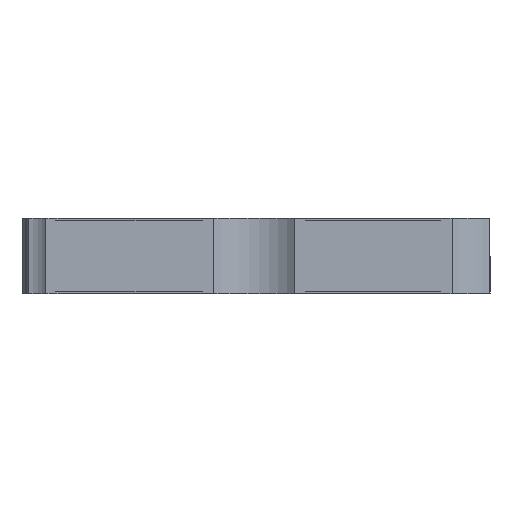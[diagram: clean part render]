
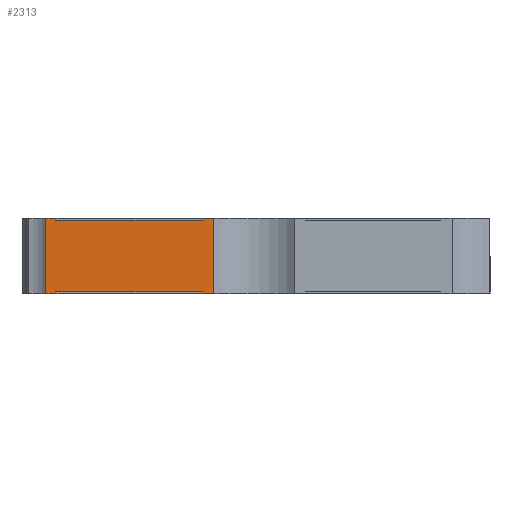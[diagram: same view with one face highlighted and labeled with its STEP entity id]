
A CAD part, left-side view. The second image highlights one B-rep face of the part: STEP entity #2313.
In plain terms, the highlighted planar face has unit normal (-1, 0, 0).
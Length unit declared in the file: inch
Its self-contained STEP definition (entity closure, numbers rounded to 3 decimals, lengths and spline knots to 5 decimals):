
#20 = CARTESIAN_POINT ( 'NONE',  ( -0.32506, 0.04345, 0.077 ) ) ;
#85 = AXIS2_PLACEMENT_3D ( 'NONE', #13980, #26415, #19919 ) ;
#246 = CARTESIAN_POINT ( 'NONE',  ( -0.32506, 0.21555, 0. ) ) ;
#978 = DIRECTION ( 'NONE',  ( 0., 0., 1. ) ) ;
#1406 = ORIENTED_EDGE ( 'NONE', *, *, #24284, .T. ) ;
#1506 = DIRECTION ( 'NONE',  ( 0., -1., 0. ) ) ;
#1609 = DIRECTION ( 'NONE',  ( 0., 1., 0. ) ) ;
#1696 = ORIENTED_EDGE ( 'NONE', *, *, #13022, .F. ) ;
#1994 = CARTESIAN_POINT ( 'NONE',  ( -0.32506, 0.23673, 0.077 ) ) ;
#2164 = VECTOR ( 'NONE', #25363, 39.37008 ) ;
#2313 = ADVANCED_FACE ( 'NONE', ( #18225 ), #2973, .F. ) ;
#2892 = LINE ( 'NONE', #26891, #11227 ) ;
#2973 = PLANE ( 'NONE',  #85 ) ;
#3499 = VERTEX_POINT ( 'NONE', #17948 ) ;
#3723 = LINE ( 'NONE', #18972, #6034 ) ;
#3959 = LINE ( 'NONE', #5946, #21181 ) ;
#4216 = VERTEX_POINT ( 'NONE', #246 ) ;
#4773 = VERTEX_POINT ( 'NONE', #20 ) ;
#4830 = LINE ( 'NONE', #24305, #16583 ) ;
#5058 = LINE ( 'NONE', #18197, #17719 ) ;
#5366 = ORIENTED_EDGE ( 'NONE', *, *, #12077, .T. ) ;
#5604 = LINE ( 'NONE', #19011, #15243 ) ;
#5946 = CARTESIAN_POINT ( 'NONE',  ( -0.32506, 0.05492, 0.002 ) ) ;
#6034 = VECTOR ( 'NONE', #1609, 39.37008 ) ;
#6119 = LINE ( 'NONE', #10077, #13078 ) ;
#6469 = VERTEX_POINT ( 'NONE', #18507 ) ;
#7202 = CARTESIAN_POINT ( 'NONE',  ( -0.32506, 0.20456, 0.075 ) ) ;
#8134 = CARTESIAN_POINT ( 'NONE',  ( -0.32506, 0.04345, 0.002 ) ) ;
#8643 = VERTEX_POINT ( 'NONE', #12769 ) ;
#9241 = CARTESIAN_POINT ( 'NONE',  ( -0.32506, 0.04345, 0. ) ) ;
#9452 = LINE ( 'NONE', #7202, #27400 ) ;
#9589 = DIRECTION ( 'NONE',  ( 0., 0., 1. ) ) ;
#9825 = DIRECTION ( 'NONE',  ( 0., 0., -1. ) ) ;
#10077 = CARTESIAN_POINT ( 'NONE',  ( -0.32506, 0.20456, 0.002 ) ) ;
#10317 = ORIENTED_EDGE ( 'NONE', *, *, #20818, .T. ) ;
#10327 = CARTESIAN_POINT ( 'NONE',  ( -0.32506, 0.05492, 0. ) ) ;
#10975 = VECTOR ( 'NONE', #9825, 39.37008 ) ;
#11137 = ORIENTED_EDGE ( 'NONE', *, *, #24787, .F. ) ;
#11227 = VECTOR ( 'NONE', #17861, 39.37008 ) ;
#11542 = ORIENTED_EDGE ( 'NONE', *, *, #14831, .T. ) ;
#11706 = LINE ( 'NONE', #20326, #26482 ) ;
#11848 = ORIENTED_EDGE ( 'NONE', *, *, #15442, .T. ) ;
#12077 = EDGE_CURVE ( 'NONE', #18083, #4216, #2892, .T. ) ;
#12080 = LINE ( 'NONE', #8134, #10975 ) ;
#12086 = CARTESIAN_POINT ( 'NONE',  ( -0.32506, 0.05492, 0.077 ) ) ;
#12769 = CARTESIAN_POINT ( 'NONE',  ( -0.32506, 0.20456, 0. ) ) ;
#12974 = ORIENTED_EDGE ( 'NONE', *, *, #14915, .F. ) ;
#12999 = DIRECTION ( 'NONE',  ( 0., 1., 0. ) ) ;
#13022 = EDGE_CURVE ( 'NONE', #3499, #8643, #6119, .T. ) ;
#13078 = VECTOR ( 'NONE', #25186, 39.37008 ) ;
#13324 = EDGE_CURVE ( 'NONE', #16167, #13361, #3959, .T. ) ;
#13361 = VERTEX_POINT ( 'NONE', #10327 ) ;
#13980 = CARTESIAN_POINT ( 'NONE',  ( -0.32506, 0.04345, 0.002 ) ) ;
#14192 = VERTEX_POINT ( 'NONE', #12086 ) ;
#14397 = VERTEX_POINT ( 'NONE', #9241 ) ;
#14831 = EDGE_CURVE ( 'NONE', #20937, #17137, #9452, .T. ) ;
#14915 = EDGE_CURVE ( 'NONE', #6469, #14192, #11706, .T. ) ;
#15243 = VECTOR ( 'NONE', #1506, 39.37008 ) ;
#15290 = DIRECTION ( 'NONE',  ( 0., 1., 0. ) ) ;
#15362 = EDGE_CURVE ( 'NONE', #13361, #14397, #5604, .T. ) ;
#15442 = EDGE_CURVE ( 'NONE', #4216, #8643, #23106, .T. ) ;
#16167 = VERTEX_POINT ( 'NONE', #18390 ) ;
#16418 = VECTOR ( 'NONE', #12999, 39.37008 ) ;
#16583 = VECTOR ( 'NONE', #15290, 39.37008 ) ;
#17106 = EDGE_LOOP ( 'NONE', ( #12974, #23563, #11542, #10317, #5366, #11848, #1696, #1406, #18068, #27260, #11137, #20885 ) ) ;
#17137 = VERTEX_POINT ( 'NONE', #22431 ) ;
#17719 = VECTOR ( 'NONE', #26811, 39.37008 ) ;
#17861 = DIRECTION ( 'NONE',  ( 0., 0., -1. ) ) ;
#17948 = CARTESIAN_POINT ( 'NONE',  ( -0.32506, 0.20456, 0.002 ) ) ;
#18068 = ORIENTED_EDGE ( 'NONE', *, *, #13324, .T. ) ;
#18083 = VERTEX_POINT ( 'NONE', #19067 ) ;
#18197 = CARTESIAN_POINT ( 'NONE',  ( -0.32506, 0.20456, 0.002 ) ) ;
#18225 = FACE_OUTER_BOUND ( 'NONE', #17106, .T. ) ;
#18390 = CARTESIAN_POINT ( 'NONE',  ( -0.32506, 0.05492, 0.002 ) ) ;
#18507 = CARTESIAN_POINT ( 'NONE',  ( -0.32506, 0.05492, 0.075 ) ) ;
#18735 = CARTESIAN_POINT ( 'NONE',  ( -0.32506, 0.04345, 0. ) ) ;
#18972 = CARTESIAN_POINT ( 'NONE',  ( -0.32506, 0.23673, 0.075 ) ) ;
#19011 = CARTESIAN_POINT ( 'NONE',  ( -0.32506, 0.04345, 0. ) ) ;
#19067 = CARTESIAN_POINT ( 'NONE',  ( -0.32506, 0.21555, 0.077 ) ) ;
#19919 = DIRECTION ( 'NONE',  ( 0., 0., -1. ) ) ;
#20326 = CARTESIAN_POINT ( 'NONE',  ( -0.32506, 0.05492, 0.075 ) ) ;
#20818 = EDGE_CURVE ( 'NONE', #17137, #18083, #4830, .T. ) ;
#20885 = ORIENTED_EDGE ( 'NONE', *, *, #26984, .T. ) ;
#20937 = VERTEX_POINT ( 'NONE', #27129 ) ;
#21181 = VECTOR ( 'NONE', #21186, 39.37008 ) ;
#21186 = DIRECTION ( 'NONE',  ( 0., 0., -1. ) ) ;
#21332 = LINE ( 'NONE', #1994, #16418 ) ;
#22431 = CARTESIAN_POINT ( 'NONE',  ( -0.32506, 0.20456, 0.077 ) ) ;
#23106 = LINE ( 'NONE', #18735, #2164 ) ;
#23563 = ORIENTED_EDGE ( 'NONE', *, *, #26422, .T. ) ;
#24284 = EDGE_CURVE ( 'NONE', #3499, #16167, #5058, .T. ) ;
#24305 = CARTESIAN_POINT ( 'NONE',  ( -0.32506, 0.23673, 0.077 ) ) ;
#24787 = EDGE_CURVE ( 'NONE', #4773, #14397, #12080, .T. ) ;
#25186 = DIRECTION ( 'NONE',  ( 0., 0., -1. ) ) ;
#25363 = DIRECTION ( 'NONE',  ( 0., -1., 0. ) ) ;
#26415 = DIRECTION ( 'NONE',  ( 1., 0., 0. ) ) ;
#26422 = EDGE_CURVE ( 'NONE', #6469, #20937, #3723, .T. ) ;
#26482 = VECTOR ( 'NONE', #978, 39.37008 ) ;
#26811 = DIRECTION ( 'NONE',  ( 0., -1., 0. ) ) ;
#26891 = CARTESIAN_POINT ( 'NONE',  ( -0.32506, 0.21555, 0.002 ) ) ;
#26984 = EDGE_CURVE ( 'NONE', #4773, #14192, #21332, .T. ) ;
#27129 = CARTESIAN_POINT ( 'NONE',  ( -0.32506, 0.20456, 0.075 ) ) ;
#27260 = ORIENTED_EDGE ( 'NONE', *, *, #15362, .T. ) ;
#27400 = VECTOR ( 'NONE', #9589, 39.37008 ) ;
